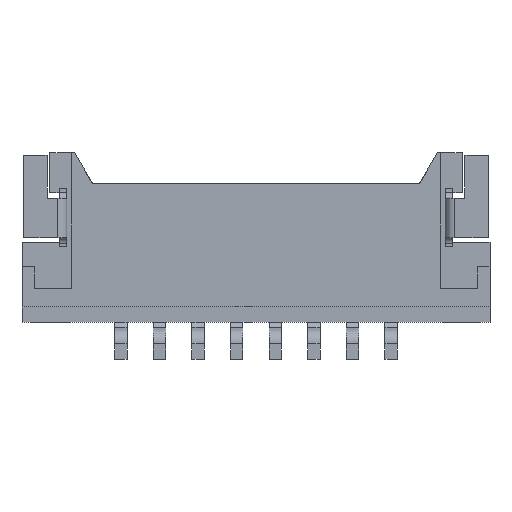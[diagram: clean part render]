
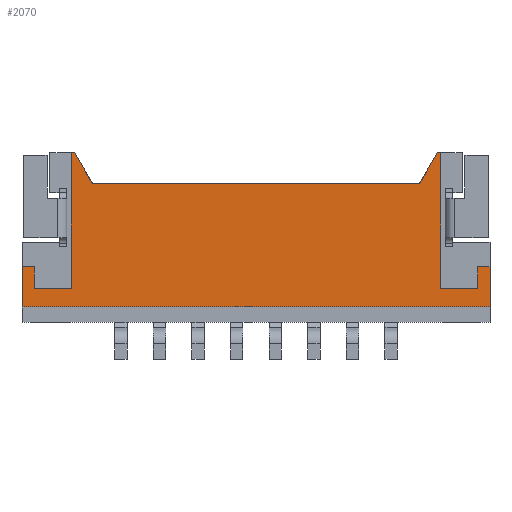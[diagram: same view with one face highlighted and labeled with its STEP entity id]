
A CAD part, front view. The second image highlights one B-rep face of the part: STEP entity #2070.
In plain terms, the highlighted planar face has unit normal (0, -1, 0).
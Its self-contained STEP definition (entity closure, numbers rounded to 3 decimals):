
#118 = EDGE_CURVE ( 'NONE', #1786, #6697, #4121, .T. ) ;
#227 = CARTESIAN_POINT ( 'NONE',  ( 1.8, 0., 0.5 ) ) ;
#341 = VERTEX_POINT ( 'NONE', #638 ) ;
#456 = ORIENTED_EDGE ( 'NONE', *, *, #3665, .F. ) ;
#470 = DIRECTION ( 'NONE',  ( 1., 0., 0. ) ) ;
#474 = CARTESIAN_POINT ( 'NONE',  ( -4.05, 0., 1.1 ) ) ;
#511 = PLANE ( 'NONE',  #6634 ) ;
#538 = DIRECTION ( 'NONE',  ( 0., 0., -1. ) ) ;
#570 = LINE ( 'NONE', #2251, #5765 ) ;
#610 = DIRECTION ( 'NONE',  ( 0., 0., -1. ) ) ;
#638 = CARTESIAN_POINT ( 'NONE',  ( -2.85, 0., 5.5 ) ) ;
#701 = CARTESIAN_POINT ( 'NONE',  ( -2.85, 0., 5.5 ) ) ;
#746 = DIRECTION ( 'NONE',  ( 1., 0., 0. ) ) ;
#790 = LINE ( 'NONE', #5008, #2771 ) ;
#947 = CARTESIAN_POINT ( 'NONE',  ( 8.423, 0., 4.5 ) ) ;
#959 = VERTEX_POINT ( 'NONE', #1050 ) ;
#1050 = CARTESIAN_POINT ( 'NONE',  ( 9.1, 0., 1.1 ) ) ;
#1051 = FACE_OUTER_BOUND ( 'NONE', #3790, .T. ) ;
#1140 = CARTESIAN_POINT ( 'NONE',  ( 9.1, 0., 5.5 ) ) ;
#1323 = DIRECTION ( 'NONE',  ( 1., 0., 0. ) ) ;
#1474 = VERTEX_POINT ( 'NONE', #6814 ) ;
#1527 = ORIENTED_EDGE ( 'NONE', *, *, #4213, .F. ) ;
#1588 = VECTOR ( 'NONE', #538, 1000. ) ;
#1635 = CARTESIAN_POINT ( 'NONE',  ( 10.7, 0., 1.8 ) ) ;
#1783 = DIRECTION ( 'NONE',  ( 0., 0., 1. ) ) ;
#1786 = VERTEX_POINT ( 'NONE', #7791 ) ;
#1885 = CARTESIAN_POINT ( 'NONE',  ( -4.05, 0., 1.8 ) ) ;
#1952 = ORIENTED_EDGE ( 'NONE', *, *, #4845, .T. ) ;
#1994 = EDGE_CURVE ( 'NONE', #5759, #6373, #4517, .T. ) ;
#2070 = ADVANCED_FACE ( 'NONE', ( #1051 ), #511, .F. ) ;
#2086 = ORIENTED_EDGE ( 'NONE', *, *, #7418, .T. ) ;
#2251 = CARTESIAN_POINT ( 'NONE',  ( -4.45, 0., 0.5 ) ) ;
#2315 = DIRECTION ( 'NONE',  ( 1., 0., 0. ) ) ;
#2323 = VERTEX_POINT ( 'NONE', #474 ) ;
#2427 = VECTOR ( 'NONE', #7829, 1000. ) ;
#2726 = VERTEX_POINT ( 'NONE', #7187 ) ;
#2731 = DIRECTION ( 'NONE',  ( 1., 0., 0. ) ) ;
#2771 = VECTOR ( 'NONE', #1323, 1000. ) ;
#2800 = DIRECTION ( 'NONE',  ( 0., 0., -1. ) ) ;
#2805 = CARTESIAN_POINT ( 'NONE',  ( 9., 0., 5.5 ) ) ;
#2831 = LINE ( 'NONE', #5334, #2427 ) ;
#2854 = CARTESIAN_POINT ( 'NONE',  ( 6.25, 0., 0. ) ) ;
#2951 = DIRECTION ( 'NONE',  ( 1., 0., 0. ) ) ;
#2997 = CARTESIAN_POINT ( 'NONE',  ( 10.7, 0., 1.8 ) ) ;
#3190 = ORIENTED_EDGE ( 'NONE', *, *, #4694, .F. ) ;
#3243 = EDGE_CURVE ( 'NONE', #6697, #959, #6118, .T. ) ;
#3364 = DIRECTION ( 'NONE',  ( -1., 0., 0. ) ) ;
#3403 = VECTOR ( 'NONE', #6002, 1000. ) ;
#3408 = VECTOR ( 'NONE', #6792, 1000. ) ;
#3466 = DIRECTION ( 'NONE',  ( 0., 1., 0. ) ) ;
#3562 = CARTESIAN_POINT ( 'NONE',  ( -2.85, 0., 1.1 ) ) ;
#3607 = LINE ( 'NONE', #2997, #1588 ) ;
#3610 = CARTESIAN_POINT ( 'NONE',  ( 9.1, 0., 5.5 ) ) ;
#3623 = VECTOR ( 'NONE', #1783, 1000. ) ;
#3665 = EDGE_CURVE ( 'NONE', #959, #5053, #2831, .T. ) ;
#3686 = VECTOR ( 'NONE', #4138, 1000. ) ;
#3790 = EDGE_LOOP ( 'NONE', ( #6218, #4462, #8082, #5878, #5780, #8112, #4560, #3190, #1952, #1527, #7019, #4045, #456, #4702, #4430, #2086 ) ) ;
#3928 = CARTESIAN_POINT ( 'NONE',  ( 10.7, 0., 0.5 ) ) ;
#4045 = ORIENTED_EDGE ( 'NONE', *, *, #7068, .F. ) ;
#4092 = VERTEX_POINT ( 'NONE', #3928 ) ;
#4121 = LINE ( 'NONE', #5471, #4327 ) ;
#4138 = DIRECTION ( 'NONE',  ( -1., 0., 0. ) ) ;
#4213 = EDGE_CURVE ( 'NONE', #5781, #4092, #3607, .T. ) ;
#4235 = CARTESIAN_POINT ( 'NONE',  ( -2.75, 0., 5.5 ) ) ;
#4327 = VECTOR ( 'NONE', #2315, 1000. ) ;
#4401 = VECTOR ( 'NONE', #2800, 1000. ) ;
#4425 = CARTESIAN_POINT ( 'NONE',  ( -4.05, 0., 1.8 ) ) ;
#4430 = ORIENTED_EDGE ( 'NONE', *, *, #118, .F. ) ;
#4462 = ORIENTED_EDGE ( 'NONE', *, *, #5130, .T. ) ;
#4517 = LINE ( 'NONE', #5934, #5200 ) ;
#4531 = LINE ( 'NONE', #7023, #6291 ) ;
#4560 = ORIENTED_EDGE ( 'NONE', *, *, #1994, .F. ) ;
#4694 = EDGE_CURVE ( 'NONE', #7287, #5759, #570, .T. ) ;
#4702 = ORIENTED_EDGE ( 'NONE', *, *, #3243, .F. ) ;
#4706 = VECTOR ( 'NONE', #610, 1000. ) ;
#4739 = EDGE_CURVE ( 'NONE', #341, #7708, #7108, .T. ) ;
#4845 = EDGE_CURVE ( 'NONE', #7287, #4092, #7496, .T. ) ;
#4951 = VERTEX_POINT ( 'NONE', #7805 ) ;
#4968 = VECTOR ( 'NONE', #2731, 1000. ) ;
#5008 = CARTESIAN_POINT ( 'NONE',  ( -2.85, 0., 5.5 ) ) ;
#5042 = VERTEX_POINT ( 'NONE', #4235 ) ;
#5053 = VERTEX_POINT ( 'NONE', #6123 ) ;
#5078 = VECTOR ( 'NONE', #2951, 1000. ) ;
#5130 = EDGE_CURVE ( 'NONE', #2726, #5042, #4531, .T. ) ;
#5200 = VECTOR ( 'NONE', #746, 1000. ) ;
#5334 = CARTESIAN_POINT ( 'NONE',  ( 9.1, 0., 1.1 ) ) ;
#5433 = CARTESIAN_POINT ( 'NONE',  ( 10.3, 0., 1.1 ) ) ;
#5471 = CARTESIAN_POINT ( 'NONE',  ( 9., 0., 5.5 ) ) ;
#5548 = EDGE_CURVE ( 'NONE', #341, #5042, #790, .T. ) ;
#5685 = EDGE_CURVE ( 'NONE', #4951, #2726, #7827, .T. ) ;
#5759 = VERTEX_POINT ( 'NONE', #6604 ) ;
#5765 = VECTOR ( 'NONE', #7249, 1000. ) ;
#5780 = ORIENTED_EDGE ( 'NONE', *, *, #6214, .F. ) ;
#5781 = VERTEX_POINT ( 'NONE', #5986 ) ;
#5796 = EDGE_CURVE ( 'NONE', #5781, #1474, #7712, .T. ) ;
#5878 = ORIENTED_EDGE ( 'NONE', *, *, #4739, .T. ) ;
#5934 = CARTESIAN_POINT ( 'NONE',  ( -4.45, 0., 1.8 ) ) ;
#5986 = CARTESIAN_POINT ( 'NONE',  ( 10.7, 0., 1.8 ) ) ;
#6002 = DIRECTION ( 'NONE',  ( -0.5, 0., -0.866 ) ) ;
#6070 = LINE ( 'NONE', #7254, #5078 ) ;
#6118 = LINE ( 'NONE', #3610, #4401 ) ;
#6123 = CARTESIAN_POINT ( 'NONE',  ( 10.3, 0., 1.1 ) ) ;
#6214 = EDGE_CURVE ( 'NONE', #2323, #7708, #6070, .T. ) ;
#6218 = ORIENTED_EDGE ( 'NONE', *, *, #5685, .T. ) ;
#6291 = VECTOR ( 'NONE', #7560, 1000. ) ;
#6373 = VERTEX_POINT ( 'NONE', #1885 ) ;
#6499 = LINE ( 'NONE', #2805, #3403 ) ;
#6604 = CARTESIAN_POINT ( 'NONE',  ( -4.45, 0., 1.8 ) ) ;
#6634 = AXIS2_PLACEMENT_3D ( 'NONE', #2854, #3466, #470 ) ;
#6697 = VERTEX_POINT ( 'NONE', #1140 ) ;
#6792 = DIRECTION ( 'NONE',  ( 0., 0., -1. ) ) ;
#6814 = CARTESIAN_POINT ( 'NONE',  ( 10.3, 0., 1.8 ) ) ;
#6955 = CARTESIAN_POINT ( 'NONE',  ( -4.45, 0., 0.5 ) ) ;
#7019 = ORIENTED_EDGE ( 'NONE', *, *, #5796, .T. ) ;
#7023 = CARTESIAN_POINT ( 'NONE',  ( -2.173, 0., 4.5 ) ) ;
#7068 = EDGE_CURVE ( 'NONE', #5053, #1474, #7974, .T. ) ;
#7108 = LINE ( 'NONE', #701, #4706 ) ;
#7187 = CARTESIAN_POINT ( 'NONE',  ( -2.173, 0., 4.5 ) ) ;
#7249 = DIRECTION ( 'NONE',  ( 0., 0., 1. ) ) ;
#7254 = CARTESIAN_POINT ( 'NONE',  ( -4.05, 0., 1.1 ) ) ;
#7287 = VERTEX_POINT ( 'NONE', #6955 ) ;
#7418 = EDGE_CURVE ( 'NONE', #1786, #4951, #6499, .T. ) ;
#7496 = LINE ( 'NONE', #227, #4968 ) ;
#7535 = LINE ( 'NONE', #4425, #3408 ) ;
#7560 = DIRECTION ( 'NONE',  ( -0.5, 0., 0.866 ) ) ;
#7622 = VECTOR ( 'NONE', #3364, 1000. ) ;
#7708 = VERTEX_POINT ( 'NONE', #3562 ) ;
#7712 = LINE ( 'NONE', #1635, #3686 ) ;
#7791 = CARTESIAN_POINT ( 'NONE',  ( 9., 0., 5.5 ) ) ;
#7805 = CARTESIAN_POINT ( 'NONE',  ( 8.423, 0., 4.5 ) ) ;
#7827 = LINE ( 'NONE', #947, #7622 ) ;
#7829 = DIRECTION ( 'NONE',  ( 1., 0., 0. ) ) ;
#7917 = EDGE_CURVE ( 'NONE', #6373, #2323, #7535, .T. ) ;
#7974 = LINE ( 'NONE', #5433, #3623 ) ;
#8082 = ORIENTED_EDGE ( 'NONE', *, *, #5548, .F. ) ;
#8112 = ORIENTED_EDGE ( 'NONE', *, *, #7917, .F. ) ;
